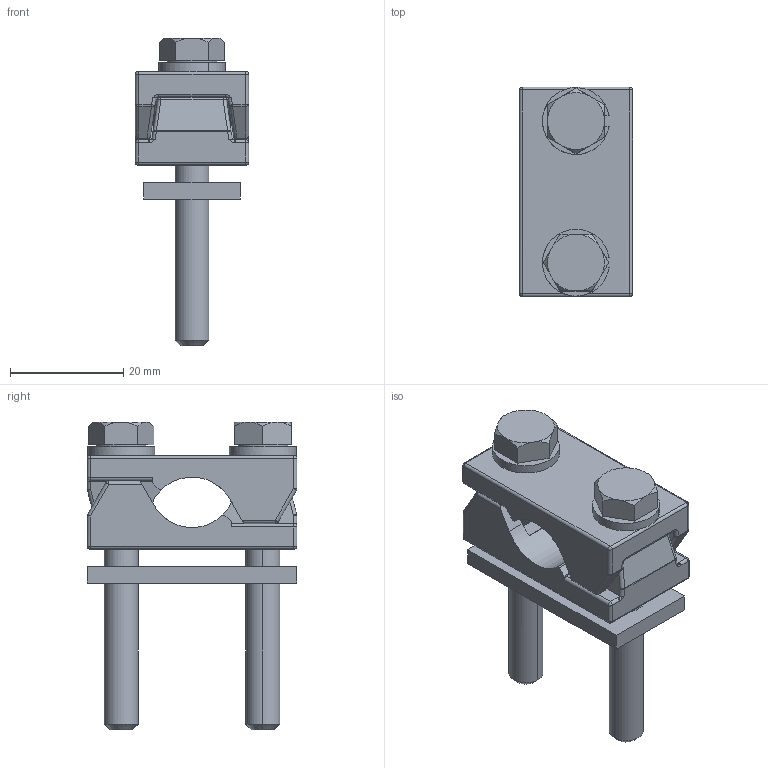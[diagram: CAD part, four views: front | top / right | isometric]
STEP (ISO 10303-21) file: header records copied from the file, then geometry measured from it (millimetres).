
FILE_DESCRIPTION((''),'2;1');
FILE_NAME('ASM0001_ASM','2023-10-23T09:01:15',('klemen.sitar'),('Audax d.o.o.'),'CREO PARAMETRIC BY PTC INC, 2021304','CREO PARAMETRIC BY PTC INC, 2021304','');
FILE_SCHEMA(('AP242_MANAGED_MODEL_BASED_3D_ENGINEERING_MIM_LF { 1 0 10303 442 1 1 4 }'));
Length unit declared in the file: millimetre
Products named in the file (6): 56424_L_KLEMMENUNTERTEIL_S1_P_1; K_1_1; PRT0005LLLL_1_1; 66809_FEDERRING_DIN_127-A6_1_1; 65714_SECHSKANTSCHRAUBE_M6X50_2; ASM0001_ASM
Assembly tree (7 placements, depth 2):
  ASM0001_ASM
    56424_L_KLEMMENUNTERTEIL_S1_P_1
    K_1_1
    PRT0005LLLL_1_1
    66809_FEDERRING_DIN_127-A6_1_1  x2
    65714_SECHSKANTSCHRAUBE_M6X50_2  x2
Bounding box: 20 x 37 x 54.3 mm (x, y, z)
Volume: 14155.9 mm3; surface area: 10095.3 mm2
Topology: 7 solids, 7 shells, 278 faces, 730 edges, 424 vertices
Faces by surface type: cylinder 108, plane 94, bspline 48, cone 16, torus 8, sphere 4
Entity records: 14901 total; most frequent: CARTESIAN_POINT 4991, ORIENTED_EDGE 1206, DIRECTION 982, PRESENTATION_STYLE_ASSIGNMENT 854, STYLED_ITEM 854, CURVE_STYLE 603, EDGE_CURVE 603, VERTEX_POINT 369
